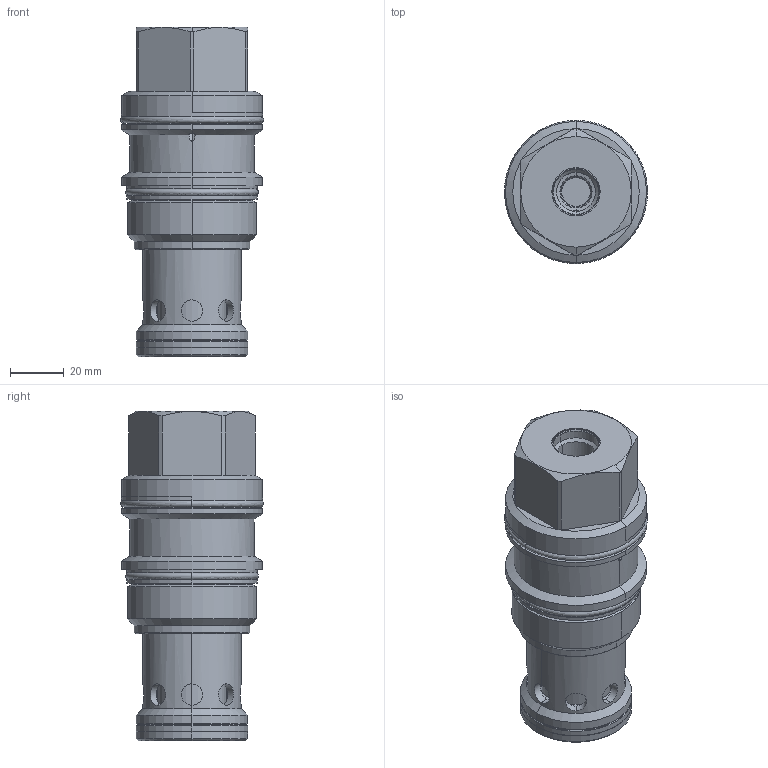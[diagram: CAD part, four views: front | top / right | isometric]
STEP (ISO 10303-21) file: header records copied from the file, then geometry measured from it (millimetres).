
FILE_DESCRIPTION((''),'2;1');
FILE_NAME('RSJS8-WN_PRT','2016-02-12T',('Administrator'),(''),'PRO/ENGINEER BY PARAMETRIC TECHNOLOGY CORPORATION, 2006240','PRO/ENGINEER BY PARAMETRIC TECHNOLOGY CORPORATION, 2006240','');
FILE_SCHEMA(('CONFIG_CONTROL_DESIGN'));
Length unit declared in the file: inch
Products named in the file (1): RSJS8-WN_PRT
Bounding box: 53.06 x 53.05 x 122.2 mm (x, y, z)
Volume: 174660.4 mm3; surface area: 35156.4 mm2
Topology: 3 solids, 4 shells, 194 faces, 432 edges, 255 vertices
Faces by surface type: cylinder 86, cone 44, plane 36, torus 12, revolution 12, bspline 2, sphere 2
Entity records: 8616 total; most frequent: CARTESIAN_POINT 4235, DIRECTION 944, ORIENTED_EDGE 860, EDGE_CURVE 430, AXIS2_PLACEMENT_3D 392, VERTEX_POINT 255, EDGE_LOOP 229, CIRCLE 212
